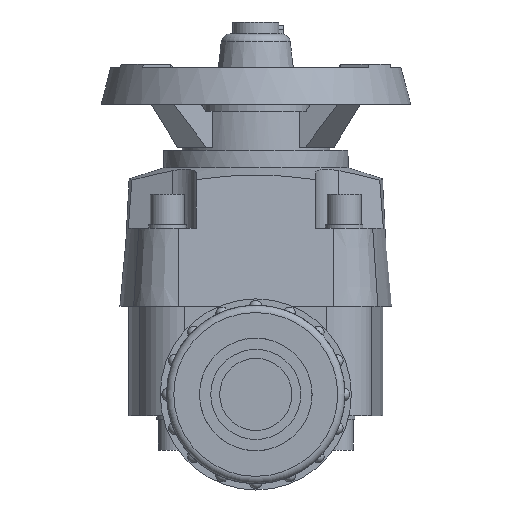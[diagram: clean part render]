
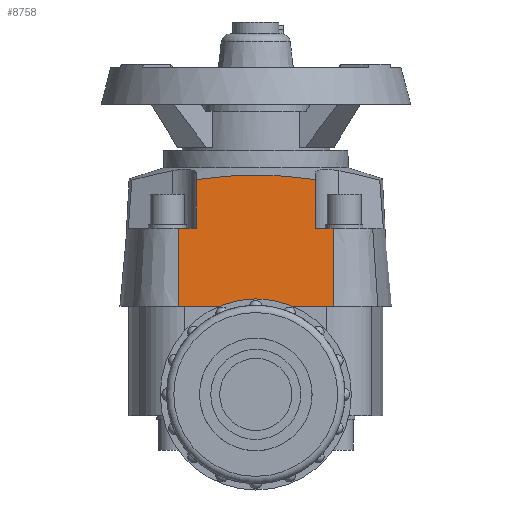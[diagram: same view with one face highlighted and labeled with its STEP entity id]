
A CAD part, left-side view. The second image highlights one B-rep face of the part: STEP entity #8758.
In plain terms, the highlighted planar face has unit normal (-0.998, 0, 0.07).
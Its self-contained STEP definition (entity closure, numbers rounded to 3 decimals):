
#477=CARTESIAN_POINT('',(-32.044,-16.5,59.572));
#478=VERTEX_POINT('',#477);
#479=CARTESIAN_POINT('',(-31.954,0.,60.855));
#480=VERTEX_POINT('',#479);
#481=CARTESIAN_POINT('',(-32.044,-16.5,59.572));
#482=CARTESIAN_POINT('',(-31.954,-7.744,60.855));
#483=CARTESIAN_POINT('',(-31.954,0.,60.855));
#491=(BOUNDED_CURVE()B_SPLINE_CURVE(2,(#481,#482,#483),.UNSPECIFIED.,.F.,.U.)B_SPLINE_CURVE_WITH_KNOTS((3,3),(45.583,73.292),.UNSPECIFIED.)CURVE()GEOMETRIC_REPRESENTATION_ITEM()RATIONAL_B_SPLINE_CURVE((1.645,1.752,1.752))REPRESENTATION_ITEM(''));
#492=EDGE_CURVE('',#478,#480,#491,.T.);
#719=CARTESIAN_POINT('',(-32.044,16.5,59.572));
#720=VERTEX_POINT('',#719);
#734=CARTESIAN_POINT('',(-31.954,0.,60.855));
#735=CARTESIAN_POINT('',(-31.954,7.744,60.855));
#736=CARTESIAN_POINT('',(-32.044,16.5,59.572));
#744=(BOUNDED_CURVE()B_SPLINE_CURVE(2,(#734,#735,#736),.UNSPECIFIED.,.F.,.U.)B_SPLINE_CURVE_WITH_KNOTS((3,3),(73.292,101.001),.UNSPECIFIED.)CURVE()GEOMETRIC_REPRESENTATION_ITEM()RATIONAL_B_SPLINE_CURVE((1.752,1.752,1.645))REPRESENTATION_ITEM(''));
#745=EDGE_CURVE('',#480,#720,#744,.T.);
#7782=CARTESIAN_POINT('',(-34.5,-21.453,24.45));
#7783=VERTEX_POINT('',#7782);
#7791=CARTESIAN_POINT('',(-34.5,21.453,24.45));
#7792=VERTEX_POINT('',#7791);
#7793=CARTESIAN_POINT('',(-34.5,21.453,24.45));
#7794=DIRECTION('',(0.0,-1.0,0.0));
#7795=VECTOR('',#7794,42.906);
#7796=LINE('',#7793,#7795);
#7797=EDGE_CURVE('',#7792,#7783,#7796,.T.);
#8288=CARTESIAN_POINT('',(-32.986,-16.5,46.096));
#8289=VERTEX_POINT('',#8288);
#8290=CARTESIAN_POINT('',(-32.986,-16.5,46.096));
#8291=DIRECTION('',(0.07,0.0,0.998));
#8292=VECTOR('',#8291,13.509);
#8293=LINE('',#8290,#8292);
#8294=EDGE_CURVE('',#8289,#478,#8293,.T.);
#8375=CARTESIAN_POINT('',(-32.986,-21.453,46.096));
#8376=VERTEX_POINT('',#8375);
#8377=CARTESIAN_POINT('',(-32.986,-21.453,46.096));
#8378=DIRECTION('',(0.0,1.0,0.0));
#8379=VECTOR('',#8378,4.953);
#8380=LINE('',#8377,#8379);
#8381=EDGE_CURVE('',#8376,#8289,#8380,.T.);
#8413=CARTESIAN_POINT('',(-32.986,16.5,46.096));
#8414=VERTEX_POINT('',#8413);
#8415=CARTESIAN_POINT('',(-32.986,21.453,46.096));
#8416=VERTEX_POINT('',#8415);
#8417=CARTESIAN_POINT('',(-32.986,16.5,46.096));
#8418=DIRECTION('',(0.0,1.0,0.0));
#8419=VECTOR('',#8418,4.953);
#8420=LINE('',#8417,#8419);
#8421=EDGE_CURVE('',#8414,#8416,#8420,.T.);
#8521=CARTESIAN_POINT('',(-32.044,16.5,59.572));
#8522=DIRECTION('',(-0.07,0.0,-0.998));
#8523=VECTOR('',#8522,13.509);
#8524=LINE('',#8521,#8523);
#8525=EDGE_CURVE('',#720,#8414,#8524,.T.);
#8546=CARTESIAN_POINT('',(-34.5,21.453,24.45));
#8547=DIRECTION('',(0.07,0.,0.998));
#8548=VECTOR('',#8547,21.699);
#8549=LINE('',#8546,#8548);
#8550=EDGE_CURVE('',#7792,#8416,#8549,.T.);
#8731=CARTESIAN_POINT('',(-34.5,-21.453,24.45));
#8732=DIRECTION('',(0.07,0.0,0.998));
#8733=VECTOR('',#8732,21.699);
#8734=LINE('',#8731,#8733);
#8735=EDGE_CURVE('',#7783,#8376,#8734,.T.);
#8742=CARTESIAN_POINT('',(-34.5,-21.453,24.45));
#8743=DIRECTION('',(-0.998,0.0,0.07));
#8744=DIRECTION('',(0.07,0.0,0.998));
#8745=AXIS2_PLACEMENT_3D('',#8742,#8743,#8744);
#8746=PLANE('',#8745);
#8747=ORIENTED_EDGE('',*,*,#8294,.T.);
#8748=ORIENTED_EDGE('',*,*,#492,.T.);
#8749=ORIENTED_EDGE('',*,*,#745,.T.);
#8750=ORIENTED_EDGE('',*,*,#8525,.T.);
#8751=ORIENTED_EDGE('',*,*,#8421,.T.);
#8752=ORIENTED_EDGE('',*,*,#8550,.F.);
#8753=ORIENTED_EDGE('',*,*,#7797,.T.);
#8754=ORIENTED_EDGE('',*,*,#8735,.T.);
#8755=ORIENTED_EDGE('',*,*,#8381,.T.);
#8756=EDGE_LOOP('',(#8747,#8748,#8749,#8750,#8751,#8752,#8753,#8754,#8755));
#8757=FACE_OUTER_BOUND('',#8756,.T.);
#8758=ADVANCED_FACE('',(#8757),#8746,.T.);
